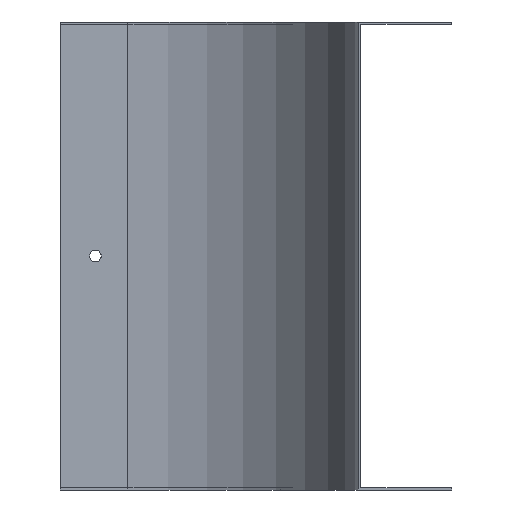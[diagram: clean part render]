
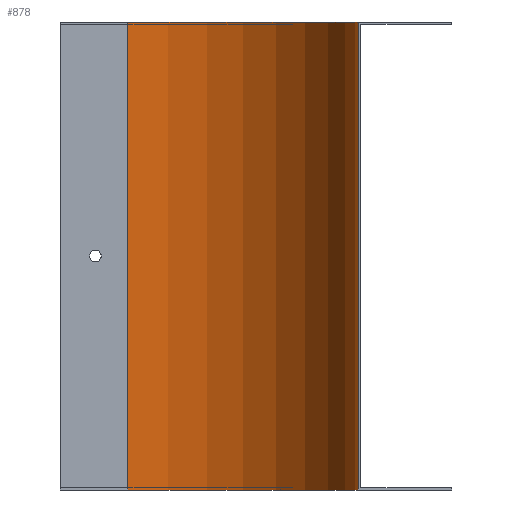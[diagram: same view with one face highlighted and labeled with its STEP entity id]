
A CAD part, left-side view. The second image highlights one B-rep face of the part: STEP entity #878.
In plain terms, the highlighted cylindrical face has radius 99 mm (diameter 198 mm), a partial arc.
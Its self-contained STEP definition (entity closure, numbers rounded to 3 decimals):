
#29 = CARTESIAN_POINT ( 'NONE',  ( -150., 139., -200. ) ) ;
#30 = DIRECTION ( 'NONE',  ( 0., 0., 1. ) ) ;
#31 = DIRECTION ( 'NONE',  ( -1., 0., 0. ) ) ;
#117 = CARTESIAN_POINT ( 'NONE',  ( -150., 40., -200. ) ) ;
#127 = DIRECTION ( 'NONE',  ( 0., 0., 1. ) ) ;
#181 = CARTESIAN_POINT ( 'NONE',  ( -150., 139., 1. ) ) ;
#182 = DIRECTION ( 'NONE',  ( 0., 0., 1. ) ) ;
#183 = DIRECTION ( 'NONE',  ( -1., 0., 0. ) ) ;
#247 = AXIS2_PLACEMENT_3D ( 'NONE', #1078, #1076, #1074 ) ;
#316 = AXIS2_PLACEMENT_3D ( 'NONE', #181, #182, #183 ) ;
#338 = AXIS2_PLACEMENT_3D ( 'NONE', #29, #30, #31 ) ;
#400 = EDGE_CURVE ( 'NONE', #1711, #509, #712, .T. ) ;
#441 = EDGE_CURVE ( 'NONE', #1711, #1736, #784, .T. ) ;
#474 = EDGE_CURVE ( 'NONE', #1736, #1680, #1772, .T. ) ;
#492 = EDGE_CURVE ( 'NONE', #509, #1680, #1800, .T. ) ;
#509 = VERTEX_POINT ( 'NONE', #935 ) ;
#572 = EDGE_LOOP ( 'NONE', ( #1605, #1606, #1607, #1608 ) ) ;
#712 = CIRCLE ( 'NONE', #338, 99. ) ;
#784 = LINE ( 'NONE', #117, #786 ) ;
#786 = VECTOR ( 'NONE', #127, 1000. ) ;
#878 = ADVANCED_FACE ( 'NONE', ( #1891 ), #1898, .F. ) ;
#899 = CARTESIAN_POINT ( 'NONE',  ( -51., 139., -200. ) ) ;
#904 = DIRECTION ( 'NONE',  ( 0., 0., 1. ) ) ;
#935 = CARTESIAN_POINT ( 'NONE',  ( -51., 139., -200. ) ) ;
#1074 = DIRECTION ( 'NONE',  ( 1., 0., 0. ) ) ;
#1076 = DIRECTION ( 'NONE',  ( 0., 0., 1. ) ) ;
#1078 = CARTESIAN_POINT ( 'NONE',  ( -150., 139., -200. ) ) ;
#1255 = CARTESIAN_POINT ( 'NONE',  ( -51., 139., 1. ) ) ;
#1286 = CARTESIAN_POINT ( 'NONE',  ( -150., 40., -200. ) ) ;
#1311 = CARTESIAN_POINT ( 'NONE',  ( -150., 40., 1. ) ) ;
#1605 = ORIENTED_EDGE ( 'NONE', *, *, #474, .T. ) ;
#1606 = ORIENTED_EDGE ( 'NONE', *, *, #492, .F. ) ;
#1607 = ORIENTED_EDGE ( 'NONE', *, *, #400, .F. ) ;
#1608 = ORIENTED_EDGE ( 'NONE', *, *, #441, .T. ) ;
#1680 = VERTEX_POINT ( 'NONE', #1255 ) ;
#1711 = VERTEX_POINT ( 'NONE', #1286 ) ;
#1736 = VERTEX_POINT ( 'NONE', #1311 ) ;
#1772 = CIRCLE ( 'NONE', #316, 99. ) ;
#1800 = LINE ( 'NONE', #899, #1804 ) ;
#1804 = VECTOR ( 'NONE', #904, 1000. ) ;
#1891 = FACE_OUTER_BOUND ( 'NONE', #572, .T. ) ;
#1898 = CYLINDRICAL_SURFACE ( 'NONE', #247, 99. ) ;
